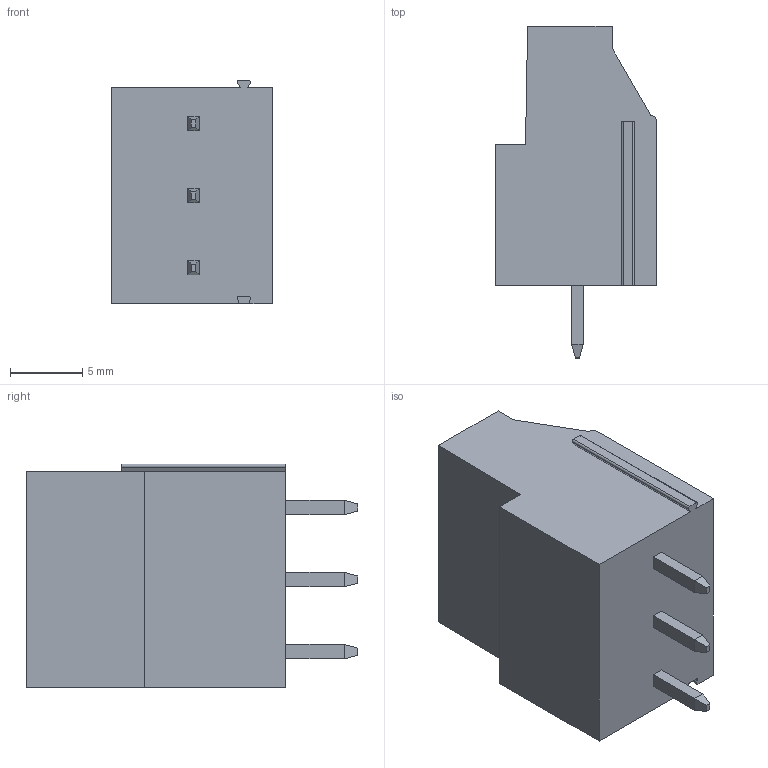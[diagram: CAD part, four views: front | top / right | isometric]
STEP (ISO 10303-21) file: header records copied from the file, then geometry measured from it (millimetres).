
FILE_DESCRIPTION((''),'2;1');
FILE_NAME('PRT0050','2024-10-19T',('yanfa'),(''),'PRO/ENGINEER BY PARAMETRIC TECHNOLOGY CORPORATION, 2009280','PRO/ENGINEER BY PARAMETRIC TECHNOLOGY CORPORATION, 2009280','');
FILE_SCHEMA(('AUTOMOTIVE_DESIGN_CC2 { 1 2 10303 214 -1 1 5 2 }'));
Length unit declared in the file: millimetre
Products named in the file (1): PRT0050
Bounding box: 11.2 x 23 x 15.5 mm (x, y, z)
Volume: 2451.3 mm3; surface area: 1431.1 mm2
Topology: 1 solids, 1 shells, 133 faces, 342 edges, 220 vertices
Faces by surface type: plane 84, cylinder 31, cone 12, torus 6
Entity records: 4098 total; most frequent: CARTESIAN_POINT 773, ORIENTED_EDGE 684, DIRECTION 676, EDGE_CURVE 342, VECTOR 250, LINE 250, VERTEX_POINT 220, AXIS2_PLACEMENT_3D 213
